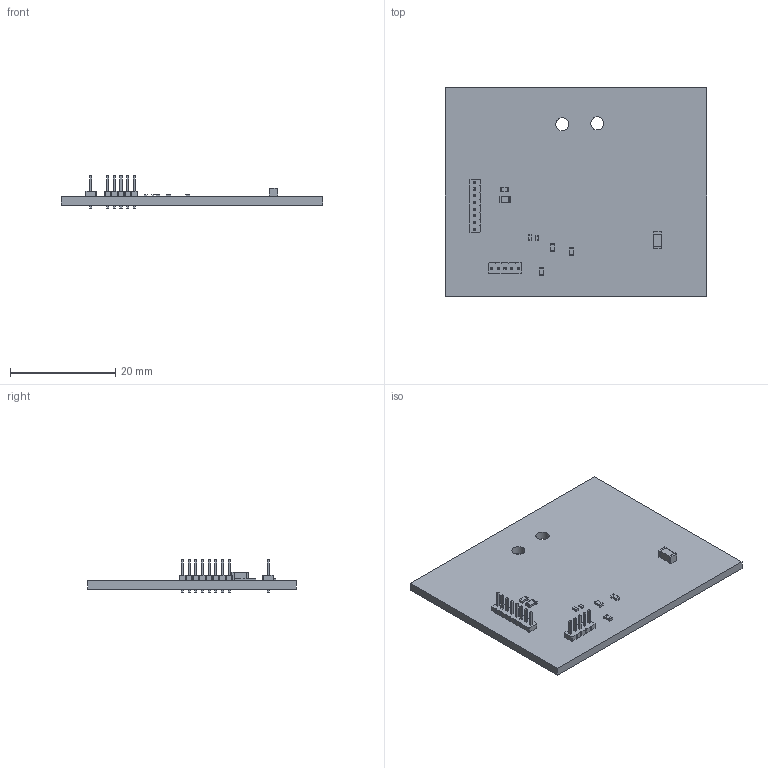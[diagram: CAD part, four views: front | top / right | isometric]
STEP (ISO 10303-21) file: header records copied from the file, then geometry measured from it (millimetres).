
FILE_DESCRIPTION(('KiCad electronic assembly'),'2;1');
FILE_NAME('driver_seperate.step','2024-01-22T17:30:53',('Pcbnew'),( 'Kicad'),'Open CASCADE STEP processor 7.5','KiCad to STEP converter' ,'Unknown');
FILE_SCHEMA(('AUTOMOTIVE_DESIGN { 1 0 10303 214 1 1 1 1 }'));
Length unit declared in the file: millimetre
Products named in the file (14): driver_seperate 1; R_0603_1608Metric; SOLID; R_0805_2012Metric; PinHeader_1x08_P1.27mm_Vertical; R_0402_1005Metric; PinHeader_1x05_P1.27mm_Vertical; C_1206_3216Metric; driver_seperate PCB
Assembly tree (17 placements, depth 3):
  driver_seperate 1
    R_0603_1608Metric  x4
      SOLID
    R_0805_2012Metric
      SOLID
    PinHeader_1x08_P1.27mm_Vertical
      SOLID
    R_0402_1005Metric  x2
      SOLID
    PinHeader_1x05_P1.27mm_Vertical
      SOLID
    C_1206_3216Metric
      SOLID
    driver_seperate PCB
Bounding box: 49.63 x 39.62 x 6.3 mm (x, y, z)
Volume: 3180.1 mm3; surface area: 4532.9 mm2
Topology: 11 solids, 11 shells, 551 faces, 1371 edges, 870 vertices
Faces by surface type: plane 468, cylinder 83
Full cylindrical faces by diameter (mm): 0.65 x13, 2.5 x2
Entity records: 30669 total; most frequent: CARTESIAN_POINT 4852, DIRECTION 4263, LINE 3093, VECTOR 3093, ORIENTED_EDGE 2198, PCURVE 2198, DEFINITIONAL_REPRESENTATION 2198, EDGE_CURVE 1099
